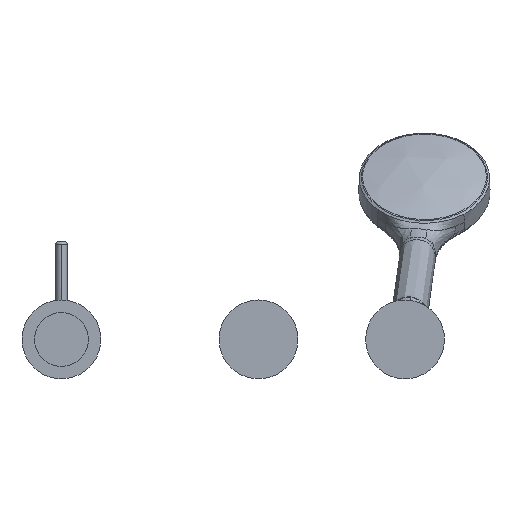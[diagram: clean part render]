
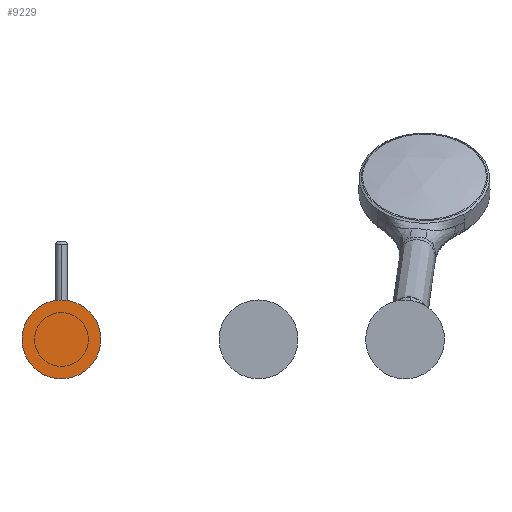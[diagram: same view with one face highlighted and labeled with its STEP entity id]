
A CAD part, front view. The second image highlights one B-rep face of the part: STEP entity #9229.
In plain terms, the highlighted planar face has unit normal (0, -1, 0).
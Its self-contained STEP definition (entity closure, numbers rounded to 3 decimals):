
#428 = AXIS2_PLACEMENT_3D ( 'NONE', #2447, #989, #8448 ) ;
#593 = CIRCLE ( 'NONE', #6177, 36. ) ;
#647 = CARTESIAN_POINT ( 'NONE',  ( -180., 0., 0. ) ) ;
#777 = EDGE_LOOP ( 'NONE', ( #4649, #10767 ) ) ;
#989 = DIRECTION ( 'NONE',  ( 0., 1., 0. ) ) ;
#1169 = DIRECTION ( 'NONE',  ( 0., 0., 1. ) ) ;
#1615 = FACE_OUTER_BOUND ( 'NONE', #777, .T. ) ;
#2447 = CARTESIAN_POINT ( 'NONE',  ( -180., 0., 0. ) ) ;
#2813 = CIRCLE ( 'NONE', #3098, 36. ) ;
#2820 = EDGE_CURVE ( 'NONE', #8548, #3898, #593, .T. ) ;
#3098 = AXIS2_PLACEMENT_3D ( 'NONE', #647, #7214, #10171 ) ;
#3898 = VERTEX_POINT ( 'NONE', #10943 ) ;
#4649 = ORIENTED_EDGE ( 'NONE', *, *, #4765, .T. ) ;
#4765 = EDGE_CURVE ( 'NONE', #3898, #8548, #2813, .T. ) ;
#5033 = CARTESIAN_POINT ( 'NONE',  ( -180., 0., 0. ) ) ;
#6177 = AXIS2_PLACEMENT_3D ( 'NONE', #5033, #7885, #1169 ) ;
#7214 = DIRECTION ( 'NONE',  ( 0., -1., 0. ) ) ;
#7560 = PLANE ( 'NONE',  #428 ) ;
#7885 = DIRECTION ( 'NONE',  ( 0., -1., 0. ) ) ;
#8448 = DIRECTION ( 'NONE',  ( 0., 0., 1. ) ) ;
#8548 = VERTEX_POINT ( 'NONE', #10264 ) ;
#9229 = ADVANCED_FACE ( 'NONE', ( #1615 ), #7560, .F. ) ;
#10171 = DIRECTION ( 'NONE',  ( 0., 0., 1. ) ) ;
#10264 = CARTESIAN_POINT ( 'NONE',  ( -216., 0., 0. ) ) ;
#10767 = ORIENTED_EDGE ( 'NONE', *, *, #2820, .T. ) ;
#10943 = CARTESIAN_POINT ( 'NONE',  ( -144., 0., 0. ) ) ;
